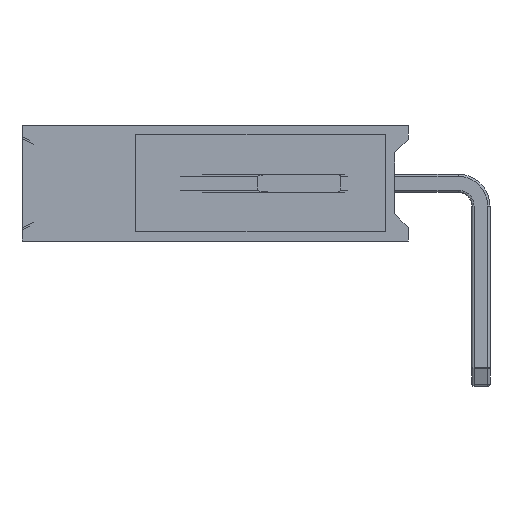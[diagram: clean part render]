
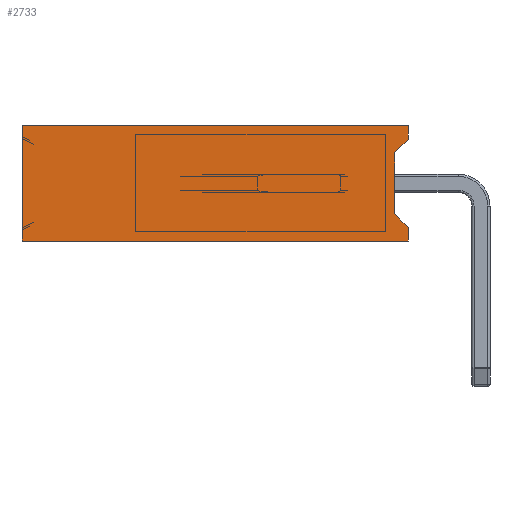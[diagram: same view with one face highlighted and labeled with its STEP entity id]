
A CAD part, left-side view. The second image highlights one B-rep face of the part: STEP entity #2733.
In plain terms, the highlighted planar face has unit normal (-1, 0, 0).
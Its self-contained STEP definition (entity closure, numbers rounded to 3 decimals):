
#226=PLANE('',#2971);
#301=FACE_OUTER_BOUND('',#464,.T.);
#464=EDGE_LOOP('',(#1833,#1834,#1835,#1836,#1837,#1838,#1839,#1840));
#631=LINE('',#4306,#829);
#635=LINE('',#4314,#833);
#641=LINE('',#4329,#839);
#652=LINE('',#4349,#850);
#653=LINE('',#4352,#851);
#656=LINE('',#4358,#854);
#657=LINE('',#4360,#855);
#658=LINE('',#4361,#856);
#829=VECTOR('',#3384,10.);
#833=VECTOR('',#3390,10.);
#839=VECTOR('',#3402,10.);
#850=VECTOR('',#3419,10.);
#851=VECTOR('',#3422,10.);
#854=VECTOR('',#3427,10.);
#855=VECTOR('',#3428,10.);
#856=VECTOR('',#3429,10.);
#1183=VERTEX_POINT('',#4304);
#1184=VERTEX_POINT('',#4305);
#1187=VERTEX_POINT('',#4313);
#1193=VERTEX_POINT('',#4328);
#1199=VERTEX_POINT('',#4347);
#1200=VERTEX_POINT('',#4351);
#1202=VERTEX_POINT('',#4357);
#1203=VERTEX_POINT('',#4359);
#1407=EDGE_CURVE('',#1183,#1184,#631,.T.);
#1411=EDGE_CURVE('',#1187,#1184,#635,.T.);
#1419=EDGE_CURVE('',#1187,#1193,#641,.T.);
#1430=EDGE_CURVE('',#1183,#1199,#652,.T.);
#1431=EDGE_CURVE('',#1200,#1193,#653,.T.);
#1434=EDGE_CURVE('',#1199,#1202,#656,.T.);
#1435=EDGE_CURVE('',#1203,#1202,#657,.T.);
#1436=EDGE_CURVE('',#1200,#1203,#658,.T.);
#1833=ORIENTED_EDGE('',*,*,#1411,.T.);
#1834=ORIENTED_EDGE('',*,*,#1407,.F.);
#1835=ORIENTED_EDGE('',*,*,#1430,.T.);
#1836=ORIENTED_EDGE('',*,*,#1434,.T.);
#1837=ORIENTED_EDGE('',*,*,#1435,.F.);
#1838=ORIENTED_EDGE('',*,*,#1436,.F.);
#1839=ORIENTED_EDGE('',*,*,#1431,.T.);
#1840=ORIENTED_EDGE('',*,*,#1419,.F.);
#2733=ADVANCED_FACE('',(#301),#226,.T.);
#2971=AXIS2_PLACEMENT_3D('',#4356,#3425,#3426);
#3384=DIRECTION('',(0.,0.707,-0.707));
#3390=DIRECTION('',(0.,0.,1.));
#3402=DIRECTION('',(0.,-0.707,-0.707));
#3419=DIRECTION('',(0.,0.,1.));
#3422=DIRECTION('',(0.,0.,1.));
#3425=DIRECTION('center_axis',(-1.,0.,0.));
#3426=DIRECTION('ref_axis',(0.,0.,
1.));
#3427=DIRECTION('',(0.,1.,0.));
#3428=DIRECTION('',(0.,0.,1.));
#3429=DIRECTION('',(0.,1.,0.));
#4304=CARTESIAN_POINT('',(-1.27,1.6,2.24));
#4305=CARTESIAN_POINT('',(-1.27,1.9,1.94));
#4306=CARTESIAN_POINT('',(-1.27,2.235,1.605));
#4313=CARTESIAN_POINT('',(-1.27,1.9,0.6));
#4314=CARTESIAN_POINT('',(-1.27,1.9,0.635));
#4328=CARTESIAN_POINT('',(-1.27,1.6,0.3));
#4329=CARTESIAN_POINT('',(-1.27,1.6,0.3));
#4347=CARTESIAN_POINT('',(-1.27,1.6,2.54));
#4349=CARTESIAN_POINT('',(-1.27,1.6,0.));
#4351=CARTESIAN_POINT('',(-1.27,1.6,0.));
#4352=CARTESIAN_POINT('',(-1.27,1.6,0.));
#4356=CARTESIAN_POINT('Origin',(-1.27,1.6,0.));
#4357=CARTESIAN_POINT('',(-1.27,10.1,2.54));
#4358=CARTESIAN_POINT('',(-1.27,1.6,2.54));
#4359=CARTESIAN_POINT('',(-1.27,10.1,0.));
#4360=CARTESIAN_POINT('',(-1.27,10.1,0.));
#4361=CARTESIAN_POINT('',(-1.27,1.6,0.));
